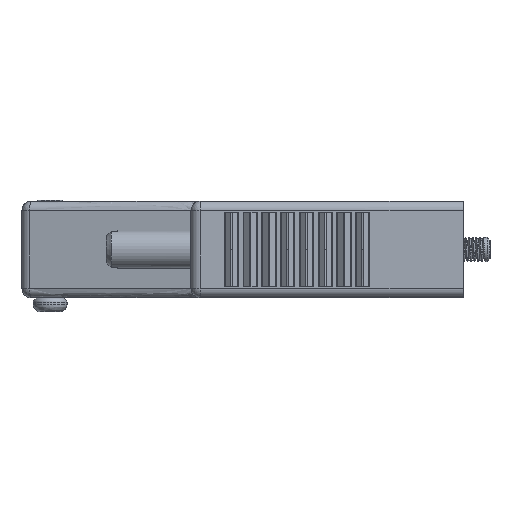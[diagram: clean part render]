
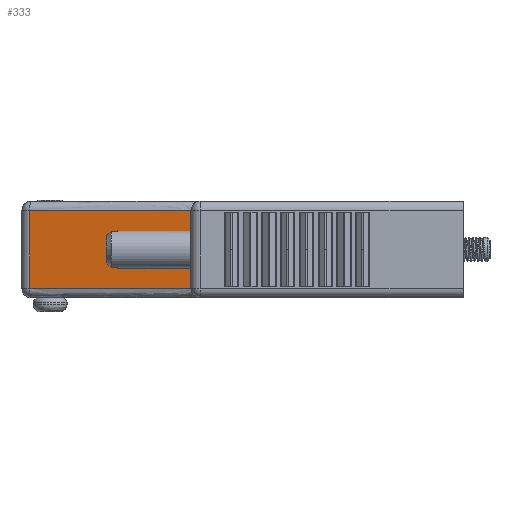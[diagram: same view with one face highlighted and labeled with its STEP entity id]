
A CAD part, left-side view. The second image highlights one B-rep face of the part: STEP entity #333.
In plain terms, the highlighted planar face has unit normal (-0.985, 0.174, 0).
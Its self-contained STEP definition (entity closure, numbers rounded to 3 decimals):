
#266=CARTESIAN_POINT('',(-38.96,23.502,-5.149));
#267=DIRECTION('',(-0.174,-0.985,0.));
#268=DIRECTION('',(-0.985,0.174,0.));
#269=AXIS2_PLACEMENT_3D('',#266,#268,#267);
#270=PLANE('',#269);
#271=CARTESIAN_POINT('',(-40.386,15.418,-5.149));
#272=VERTEX_POINT('',#271);
#273=CARTESIAN_POINT('',(-40.547,14.502,-4.335));
#274=VERTEX_POINT('',#273);
#275=CARTESIAN_POINT('',(-42.511,3.366,-5.147));
#276=DIRECTION('',(0.174,0.985,0.));
#277=DIRECTION('',(0.985,-0.174,0.));
#278=AXIS2_PLACEMENT_3D('',#275,#277,#276);
#279=ELLIPSE('',#278,12.237,2.125);
#280=TRIMMED_CURVE('',#279,(PARAMETER_VALUE(0.)),(PARAMETER_VALUE(0.392)),.T.,.PARAMETER.);
#281=EDGE_CURVE('',#272,#274,#280,.T.);
#282=ORIENTED_EDGE('',*,*,#281,.T.);
#283=CARTESIAN_POINT('',(-40.547,14.502,-0.997));
#284=VERTEX_POINT('',#283);
#285=CARTESIAN_POINT('',(-40.547,14.502,-4.335));
#286=DIRECTION('',(0.,0.,1.));
#287=VECTOR('',#286,3.338);
#288=LINE('',#285,#287);
#289=EDGE_CURVE('',#274,#284,#288,.T.);
#290=ORIENTED_EDGE('',*,*,#289,.T.);
#291=CARTESIAN_POINT('',(-37.519,31.676,-0.997));
#292=VERTEX_POINT('',#291);
#293=CARTESIAN_POINT('',(-40.547,14.502,-0.997));
#294=DIRECTION('',(0.174,0.985,0.));
#295=VECTOR('',#294,17.439);
#296=LINE('',#293,#295);
#297=EDGE_CURVE('',#284,#292,#296,.T.);
#298=ORIENTED_EDGE('',*,*,#297,.T.);
#299=CARTESIAN_POINT('',(-37.519,31.676,-9.3));
#300=VERTEX_POINT('',#299);
#301=CARTESIAN_POINT('',(-37.519,31.676,-0.997));
#302=DIRECTION('',(0.,0.,-1.));
#303=VECTOR('',#302,8.303);
#304=LINE('',#301,#303);
#305=EDGE_CURVE('',#292,#300,#304,.T.);
#306=ORIENTED_EDGE('',*,*,#305,.T.);
#307=CARTESIAN_POINT('',(-40.547,14.502,-9.3));
#308=VERTEX_POINT('',#307);
#309=CARTESIAN_POINT('',(-37.519,31.676,-9.3));
#310=DIRECTION('',(-0.174,-0.985,0.));
#311=VECTOR('',#310,17.439);
#312=LINE('',#309,#311);
#313=EDGE_CURVE('',#300,#308,#312,.T.);
#314=ORIENTED_EDGE('',*,*,#313,.T.);
#315=CARTESIAN_POINT('',(-40.547,14.502,-5.962));
#316=VERTEX_POINT('',#315);
#317=CARTESIAN_POINT('',(-40.547,14.502,-5.962));
#318=DIRECTION('',(0.,0.,-1.));
#319=VECTOR('',#318,3.338);
#320=LINE('',#317,#319);
#321=EDGE_CURVE('',#316,#308,#320,.T.);
#322=ORIENTED_EDGE('',*,*,#321,.F.);
#323=CARTESIAN_POINT('',(-42.511,3.366,-5.15));
#324=DIRECTION('',(0.174,0.985,0.));
#325=DIRECTION('',(0.985,-0.174,0.));
#326=AXIS2_PLACEMENT_3D('',#323,#325,#324);
#327=ELLIPSE('',#326,12.237,2.125);
#328=TRIMMED_CURVE('',#327,(PARAMETER_VALUE(5.891)),(PARAMETER_VALUE(0.)),.T.,.PARAMETER.);
#329=EDGE_CURVE('',#316,#272,#328,.T.);
#330=ORIENTED_EDGE('',*,*,#329,.T.);
#331=EDGE_LOOP('',(#282,#290,#298,#306,#314,#322,#330));
#332=FACE_OUTER_BOUND('',#331,.T.);
#333=ADVANCED_FACE('',(#332),#270,.T.);
